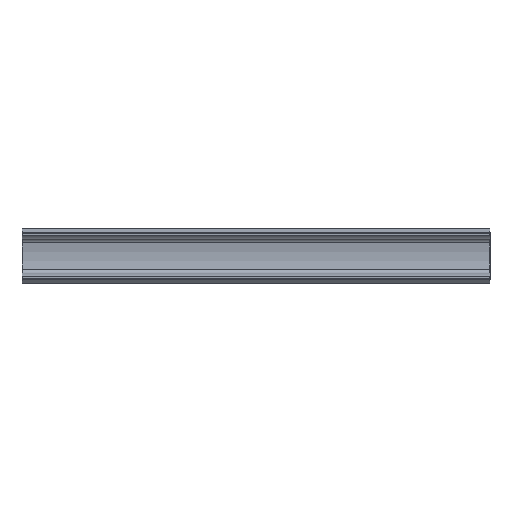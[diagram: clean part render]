
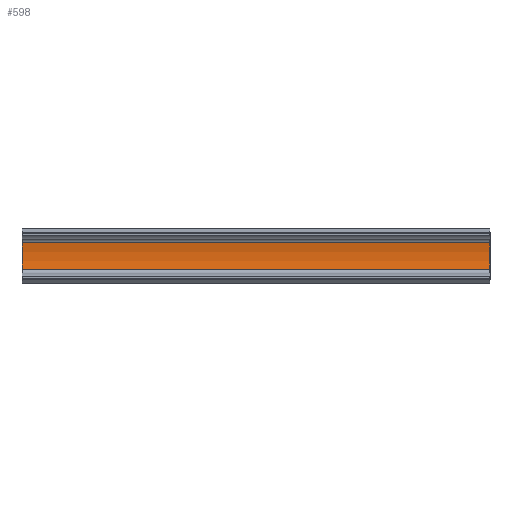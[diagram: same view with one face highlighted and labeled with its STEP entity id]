
A CAD part, top view. The second image highlights one B-rep face of the part: STEP entity #598.
In plain terms, the highlighted cylindrical face has radius 8.125 mm (diameter 16.251 mm), a partial arc.
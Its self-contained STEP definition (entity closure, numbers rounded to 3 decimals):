
#40=FACE_OUTER_BOUND('',#72,.T.);
#72=EDGE_LOOP('',(#415,#416,#417,#418));
#102=LINE('',#884,#166);
#104=LINE('',#896,#168);
#166=VECTOR('',#706,10.);
#168=VECTOR('',#718,10.);
#235=CIRCLE('',#651,8.125);
#236=CIRCLE('',#652,8.125);
#253=VERTEX_POINT('',#877);
#256=VERTEX_POINT('',#882);
#260=VERTEX_POINT('',#893);
#261=VERTEX_POINT('',#895);
#316=EDGE_CURVE('',#256,#253,#102,.T.);
#321=EDGE_CURVE('',#260,#261,#104,.T.);
#324=EDGE_CURVE('',#261,#256,#235,.T.);
#325=EDGE_CURVE('',#253,#260,#236,.T.);
#415=ORIENTED_EDGE('',*,*,#316,.F.);
#416=ORIENTED_EDGE('',*,*,#324,.F.);
#417=ORIENTED_EDGE('',*,*,#321,.F.);
#418=ORIENTED_EDGE('',*,*,#325,.F.);
#586=CYLINDRICAL_SURFACE('',#650,8.125);
#598=ADVANCED_FACE('',(#40),#586,.F.);
#650=AXIS2_PLACEMENT_3D('',#900,#722,#723);
#651=AXIS2_PLACEMENT_3D('',#901,#724,#725);
#652=AXIS2_PLACEMENT_3D('',#902,#726,#727);
#706=DIRECTION('',(-1.,0.,0.));
#718=DIRECTION('',(1.,0.,0.));
#722=DIRECTION('center_axis',(1.,0.,0.));
#723=DIRECTION('ref_axis',(0.,0.268,-0.963));
#724=DIRECTION('center_axis',(-1.,0.,0.));
#725=DIRECTION('ref_axis',(0.,0.268,-0.963));
#726=DIRECTION('center_axis',(1.,0.,0.));
#727=DIRECTION('ref_axis',(0.,0.268,-0.963));
#877=CARTESIAN_POINT('',(111.,50.274,0.736));
#882=CARTESIAN_POINT('',(171.,50.274,0.736));
#884=CARTESIAN_POINT('',(111.,50.274,0.736));
#893=CARTESIAN_POINT('',(111.,53.726,0.736));
#895=CARTESIAN_POINT('',(171.,53.726,0.736));
#896=CARTESIAN_POINT('',(141.,53.726,0.736));
#900=CARTESIAN_POINT('Origin',(111.,52.,8.676));
#901=CARTESIAN_POINT('Origin',(171.,52.,8.676));
#902=CARTESIAN_POINT('Origin',(111.,52.,8.676));
